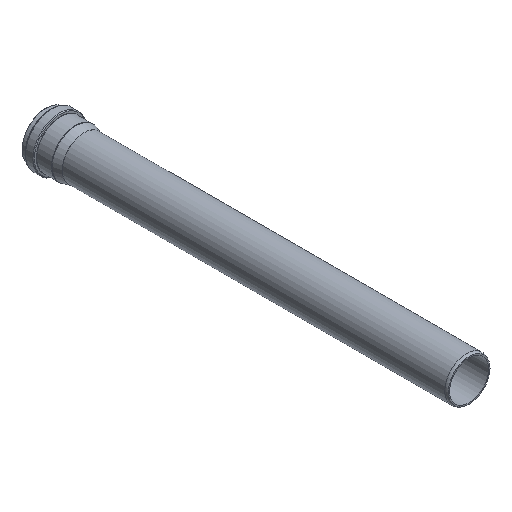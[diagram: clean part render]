
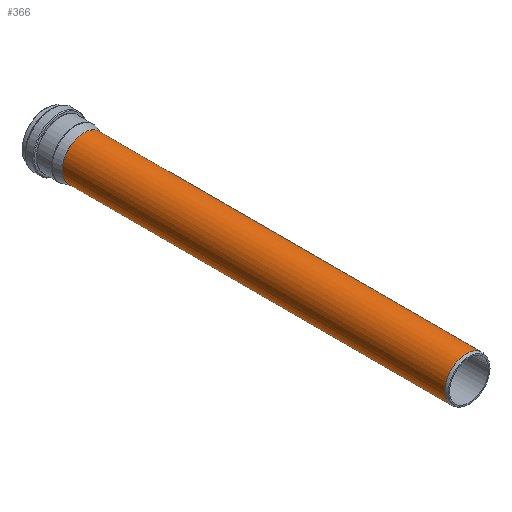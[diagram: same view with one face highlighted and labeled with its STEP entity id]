
A CAD part, isometric view. The second image highlights one B-rep face of the part: STEP entity #366.
In plain terms, the highlighted cylindrical face has radius 55.3 mm (diameter 110.6 mm), a full revolution.
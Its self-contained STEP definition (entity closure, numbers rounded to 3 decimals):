
#25=CYLINDRICAL_SURFACE('',#405,55.3);
#34=FACE_BOUND('',#106,.T.);
#69=FACE_OUTER_BOUND('',#105,.T.);
#105=EDGE_LOOP('',(#280));
#106=EDGE_LOOP('',(#281));
#174=CIRCLE('',#404,55.3);
#175=CIRCLE('',#406,55.3);
#209=VERTEX_POINT('',#618);
#210=VERTEX_POINT('',#621);
#244=EDGE_CURVE('',#209,#209,#174,.T.);
#245=EDGE_CURVE('',#210,#210,#175,.T.);
#280=ORIENTED_EDGE('',*,*,#245,.F.);
#281=ORIENTED_EDGE('',*,*,#244,.F.);
#366=ADVANCED_FACE('',(#69,#34),#25,.T.);
#404=AXIS2_PLACEMENT_3D('',#619,#478,#479);
#405=AXIS2_PLACEMENT_3D('',#620,#480,#481);
#406=AXIS2_PLACEMENT_3D('',#622,#482,#483);
#478=DIRECTION('center_axis',(0.,1.,0.));
#479=DIRECTION('ref_axis',(-1.,0.,0.));
#480=DIRECTION('center_axis',(0.,-1.,0.));
#481=DIRECTION('ref_axis',(1.,0.,0.));
#482=DIRECTION('center_axis',(0.,-1.,0.));
#483=DIRECTION('ref_axis',(1.,0.,0.));
#618=CARTESIAN_POINT('',(55.3,982.868,0.));
#619=CARTESIAN_POINT('Origin',(0.,982.868,0.));
#620=CARTESIAN_POINT('Origin',(0.,495.,0.));
#621=CARTESIAN_POINT('',(55.3,7.,0.));
#622=CARTESIAN_POINT('Origin',(0.,7.,0.));
